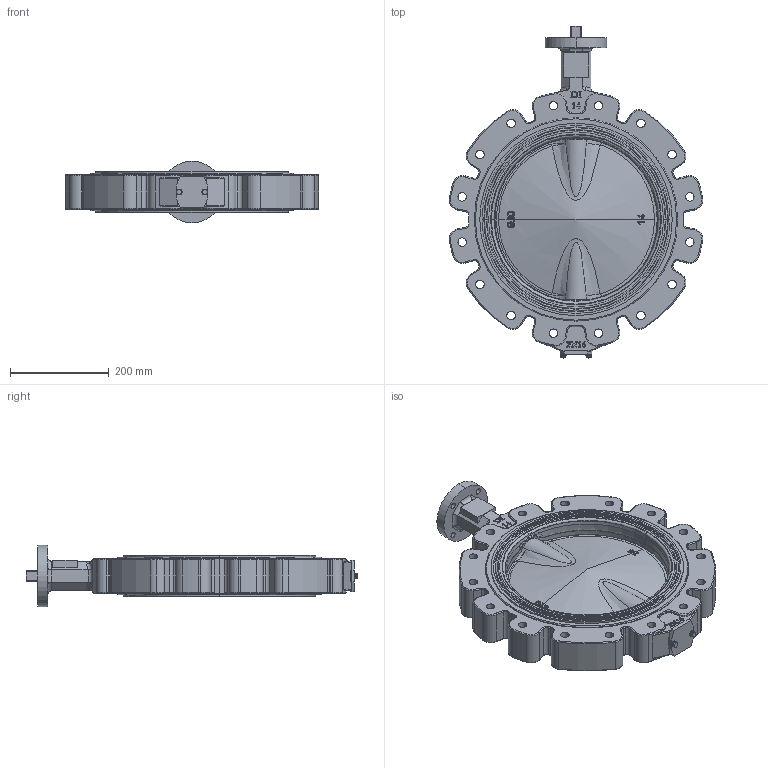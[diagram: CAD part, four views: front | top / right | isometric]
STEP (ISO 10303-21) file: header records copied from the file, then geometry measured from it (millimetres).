
FILE_DESCRIPTION (( 'STEP AP214' ), '1' );
FILE_NAME ('B20L-SX-PN10-DN350-00装配体卡簧.STEP', '2022-10-15T07:00:21', ( '微软用户' ), ( '微软中国' ), 'SwSTEP 2.0', 'SolidWorks 2021', '' );
FILE_SCHEMA (( 'AUTOMOTIVE_DESIGN' ));
Length unit declared in the file: millimetre
Products named in the file (1): B20L-SX-PN10-DN350-00蚾饜极縐銅
Bounding box: 513.65 x 672.6 x 125 mm (x, y, z)
Volume: 10370699.6 mm3; surface area: 1464441 mm2
Topology: 14 solids, 14 shells, 1169 faces, 2903 edges, 1801 vertices
Faces by surface type: cylinder 360, plane 321, torus 251, bspline 153, cone 80, sphere 4
Entity records: 59780 total; most frequent: CARTESIAN_POINT 19615, ORIENTED_EDGE 5766, DIRECTION 5591, EDGE_CURVE 2883, AXIS2_PLACEMENT_3D 2260, VERTEX_POINT 1799, EDGE_LOOP 1300, CIRCLE 1243
